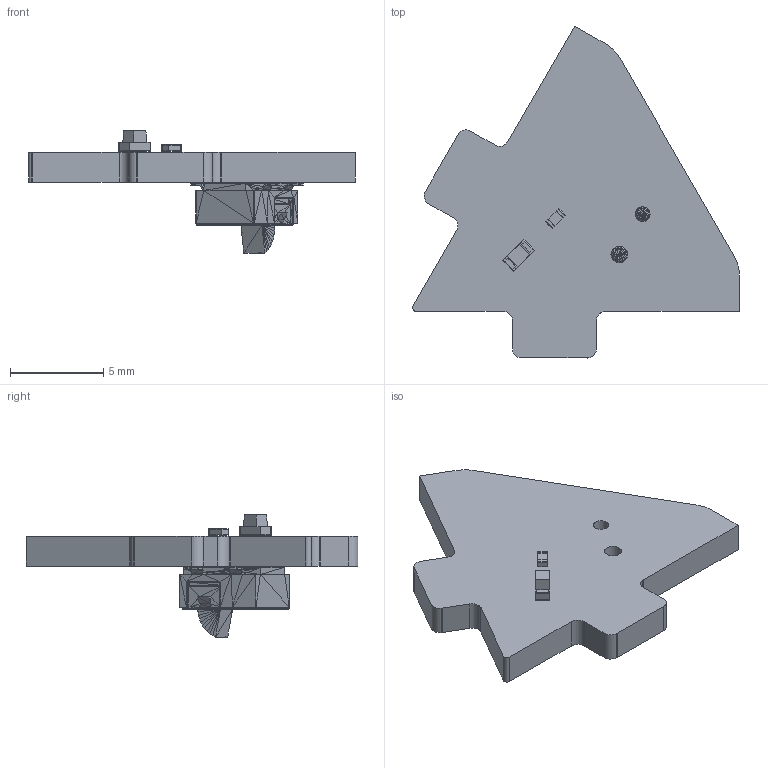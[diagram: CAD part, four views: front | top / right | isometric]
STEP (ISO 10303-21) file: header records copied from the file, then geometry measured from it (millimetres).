
FILE_DESCRIPTION(('KiCad electronic assembly'),'2;1');
FILE_NAME('TinyCore_V5_Deckl.step','2025-02-13T22:41:51',('Pcbnew'),( 'Kicad'),'Open CASCADE STEP processor 7.8','KiCad to STEP converter' ,'Unknown');
FILE_SCHEMA(('AUTOMOTIVE_DESIGN { 1 0 10303 214 1 1 1 1 }'));
Length unit declared in the file: millimetre
Products named in the file (8): TinyCore_V5_Deckl 1; R_0402_1005Metric; LED_0603_1608Metric; HX_TS_103; Mesh001; _autosave-TinyCore_V2_PCB
Assembly tree (7 placements, depth 3):
  TinyCore_V5_Deckl 1
    R_0402_1005Metric
      R_0402_1005Metric
    LED_0603_1608Metric
      LED_0603_1608Metric
    HX_TS_103
      Mesh001
    _autosave-TinyCore_V2_PCB
Bounding box: 17.52 x 17.8 x 6.56 mm (x, y, z)
Volume: 282.4 mm3; surface area: 559.8 mm2
Topology: 3 solids, 8 shells, 2395 faces, 3735 edges, 1356 vertices
Faces by surface type: plane 2366, cylinder 29
Full cylindrical faces by diameter (mm): 0.8 x1, 0.9 x1
Entity records: 48788 total; most frequent: DIRECTION 8599, CARTESIAN_POINT 7494, ORIENTED_EDGE 7467, EDGE_CURVE 3735, LINE 3677, VECTOR 3677, AXIS2_PLACEMENT_3D 2461, FACE_BOUND 2400
